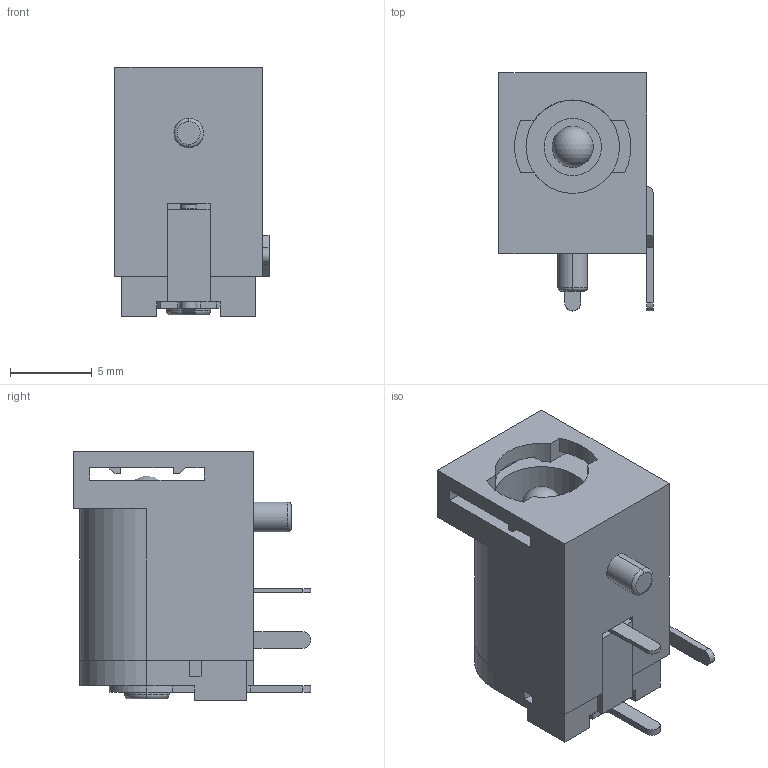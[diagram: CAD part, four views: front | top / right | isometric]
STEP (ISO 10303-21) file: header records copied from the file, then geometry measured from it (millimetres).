
FILE_DESCRIPTION (( 'STEP AP214' ), '1' );
FILE_NAME ('SW3dPS-PowerJack-2.5x5.7mm.STEP', '2009-09-09T10:07:22', ( 'sysAdmin' ), ( 'SolidWorks' ), 'SwSTEP 2.0', 'SolidWorks 2009', '' );
FILE_SCHEMA (( 'AUTOMOTIVE_DESIGN' ));
Length unit declared in the file: millimetre
Products named in the file (1): SW3dPS-PowerJack-2.5x5.7mm
Bounding box: 9.4 x 14.5 x 15.2 mm (x, y, z)
Volume: 1017.1 mm3; surface area: 1417.8 mm2
Topology: 5 solids, 5 shells, 130 faces, 337 edges, 222 vertices
Faces by surface type: plane 93, cylinder 30, torus 6, sphere 1
Entity records: 5474 total; most frequent: CARTESIAN_POINT 766, ORIENTED_EDGE 666, DIRECTION 655, EDGE_CURVE 333, VECTOR 257, LINE 257, VERTEX_POINT 220, AXIS2_PLACEMENT_3D 199
